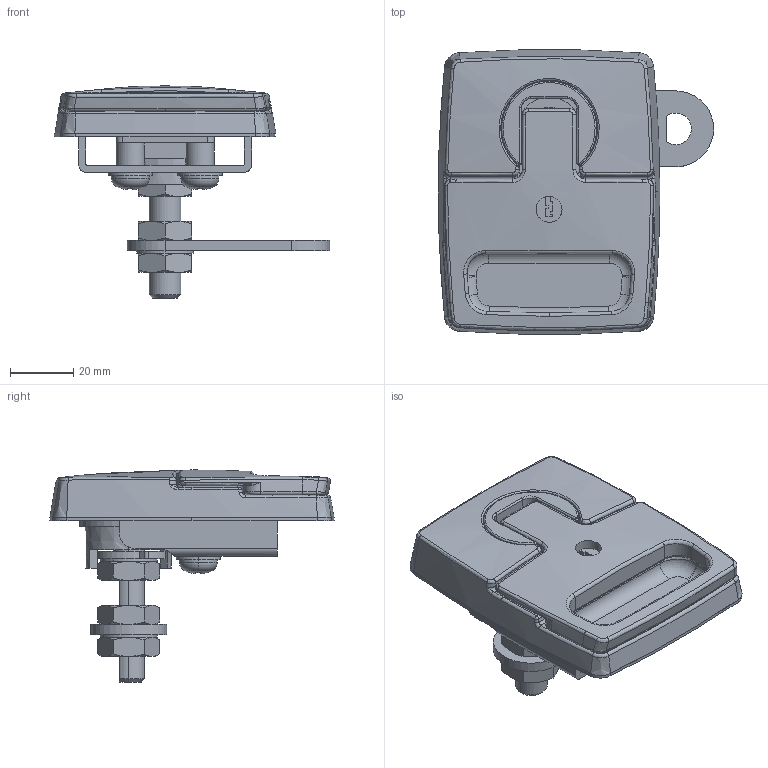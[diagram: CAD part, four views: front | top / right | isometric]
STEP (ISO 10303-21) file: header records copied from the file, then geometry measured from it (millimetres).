
FILE_DESCRIPTION (( 'STEP AP203' ), '1' );
FILE_NAME ('A-212-3.STEP', '2017-09-01T08:12:41', ( '' ), ( '' ), 'SwSTEP 2.0', 'SolidWorks 2014', '' );
FILE_SCHEMA (( 'CONFIG_CONTROL_DESIGN' ));
Length unit declared in the file: millimetre
Products named in the file (13): A-212-3止金_; A-212-3僔儍僼僩僇僶乕_; 六角ナットM10（3種）; A-212-3ストッパー_; A-212-3取付板_; A-212-3シャフト_; A-212-3ねじ_; A-212-3パッキン_; A-212-3本体_; A-212-3ハンドル_; A-212-3僗僾儕儞僌僺儞_; A-212-3ワッシャー_; A-212-3
Assembly tree (16 placements, depth 2):
  A-212-3
    A-212-3本体_
    A-212-3ハンドル_
    A-212-3僔儍僼僩僇僶乕_
    A-212-3シャフト_
    A-212-3ワッシャー_  x2
    A-212-3ストッパー_
    A-212-3パッキン_
    A-212-3止金_
    A-212-3取付板_
    A-212-3僗僾儕儞僌僺儞_
    六角ナットM10（3種）  x3
    A-212-3ねじ_  x2
Bounding box: 87 x 89.78 x 67 mm (x, y, z)
Volume: 72612.9 mm3; surface area: 59503.4 mm2
Topology: 16 solids, 16 shells, 634 faces, 1560 edges, 963 vertices
Faces by surface type: plane 197, cylinder 187, bspline 119, cone 64, torus 53, sphere 14
Entity records: 24331 total; most frequent: CARTESIAN_POINT 10189, ORIENTED_EDGE 2782, DIRECTION 2518, EDGE_CURVE 1391, AXIS2_PLACEMENT_3D 1015, VERTEX_POINT 863, EDGE_LOOP 600, ADVANCED_FACE 563
